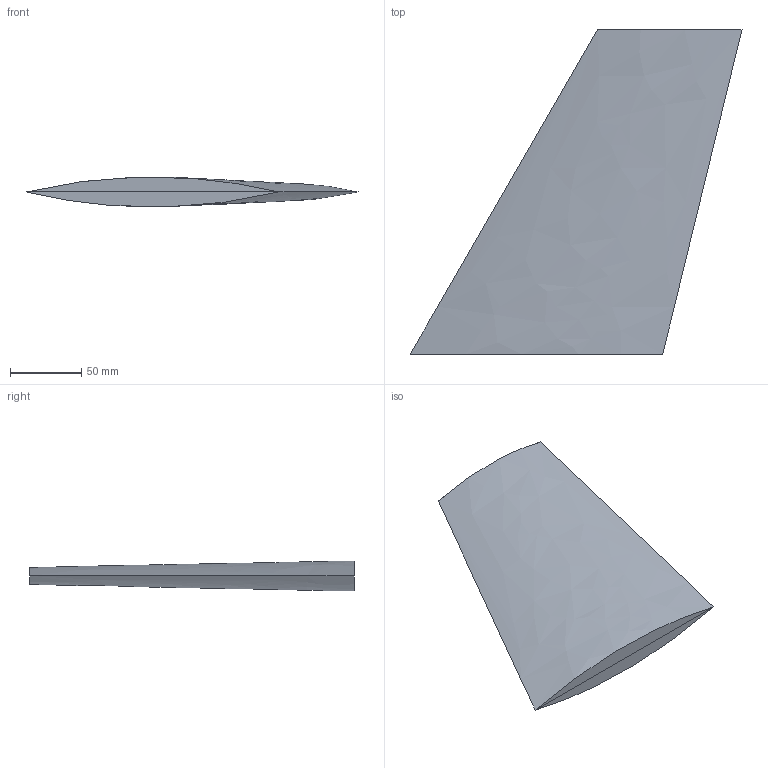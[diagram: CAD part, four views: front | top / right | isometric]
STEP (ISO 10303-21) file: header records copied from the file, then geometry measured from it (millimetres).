
FILE_DESCRIPTION((''),'1');
FILE_NAME('outfile.stp','2024-10-06T16:43:55',(''),(''),'','','');
FILE_SCHEMA(('CONFIG_CONTROL_DESIGN'));
Length unit declared in the file: metre
Bounding box: 233.58 x 228.6 x 21.05 mm (x, y, z)
Volume: 364536.1 mm3; surface area: 67434.6 mm2
Topology: 1 solids, 1 shells, 6 faces, 16 edges, 18 vertices
Faces by surface type: plane 4, bspline 2
Entity records: 982 total; most frequent: CARTESIAN_POINT 780, DIRECTION 24, VERTEX_POINT 20, ORIENTED_EDGE 20, B_SPLINE_CURVE_WITH_KNOTS 16, AXIS2_PLACEMENT_3D 12, EDGE_CURVE 10, SHAPE_DEFINITION_REPRESENTATION 8
